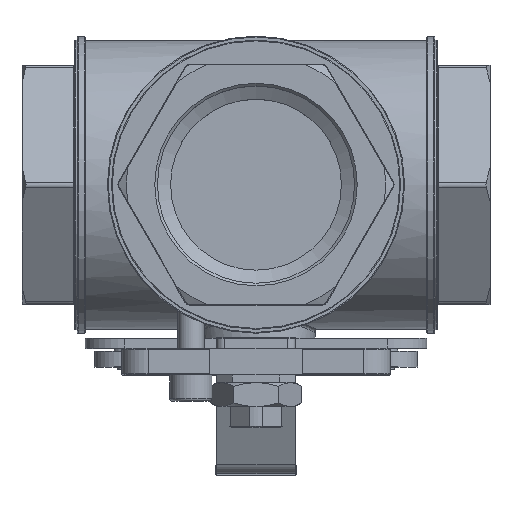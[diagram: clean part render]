
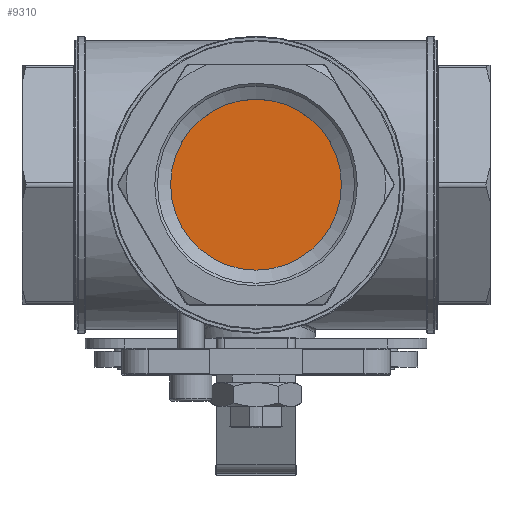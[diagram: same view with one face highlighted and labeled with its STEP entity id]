
A CAD part, top view. The second image highlights one B-rep face of the part: STEP entity #9310.
In plain terms, the highlighted planar face has unit normal (0, 0, 1).
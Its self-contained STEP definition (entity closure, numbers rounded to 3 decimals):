
#536=PLANE('',#10163);
#877=FACE_OUTER_BOUND('',#1423,.T.);
#1423=EDGE_LOOP('',(#6603));
#2034=CIRCLE('',#10164,32.5);
#3985=VERTEX_POINT('',#15057);
#4974=EDGE_CURVE('',#3985,#3985,#2034,.T.);
#6603=ORIENTED_EDGE('',*,*,#4974,.F.);
#9310=ADVANCED_FACE('',(#877),#536,.T.);
#10163=AXIS2_PLACEMENT_3D('',#15056,#11583,#11584);
#10164=AXIS2_PLACEMENT_3D('',#15058,#11585,#11586);
#11583=DIRECTION('center_axis',(0.,0.,1.));
#11584=DIRECTION('ref_axis',(1.,0.,0.));
#11585=DIRECTION('center_axis',(0.,0.,-1.));
#11586=DIRECTION('ref_axis',(1.,0.,0.));
#15056=CARTESIAN_POINT('Origin',(89.,0.,48.5));
#15057=CARTESIAN_POINT('',(56.5,0.,48.5));
#15058=CARTESIAN_POINT('Origin',(89.,0.,48.5));
